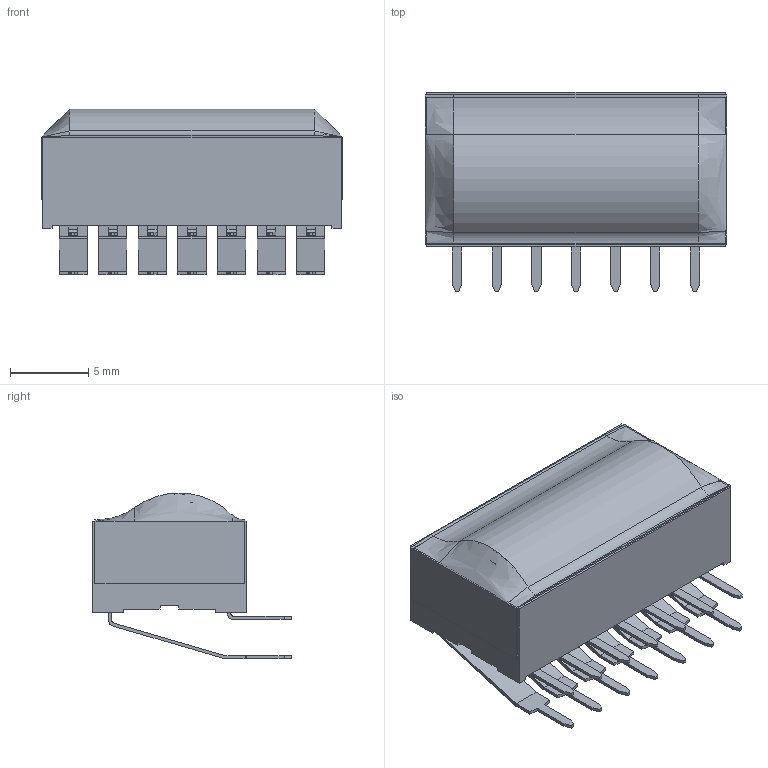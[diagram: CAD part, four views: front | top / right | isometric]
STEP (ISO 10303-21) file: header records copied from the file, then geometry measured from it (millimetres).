
FILE_DESCRIPTION(/* description */ (''),/* implementation_level */ '2;1');
FILE_NAME(/* name */ 'KAS2107Ex.stp',/* time_stamp */ '2025-05-21T11:40:43-05:00',/* author */ ('mroman'),/* organization */ (''),/* preprocessor_version */ 'ST-DEVELOPER v18.1',/* originating_system */ 'Autodesk Inventor 2022',/* authorisation */ '');
FILE_SCHEMA (('AUTOMOTIVE_DESIGN { 1 0 10303 214 3 1 1 }'));
Length unit declared in the file: centimetre
Products named in the file (1): KAS2107Ex
Bounding box: 19.34 x 12.8 x 10.63 mm (x, y, z)
Volume: 1073.1 mm3; surface area: 1668.9 mm2
Topology: 1 solids, 2 shells, 664 faces, 1825 edges, 1206 vertices
Faces by surface type: plane 509, bspline 93, cylinder 62
Entity records: 21947 total; most frequent: CARTESIAN_POINT 5500, ORIENTED_EDGE 3650, DIRECTION 2927, EDGE_CURVE 1825, LINE 1527, VECTOR 1527, VERTEX_POINT 1206, EDGE_LOOP 709
